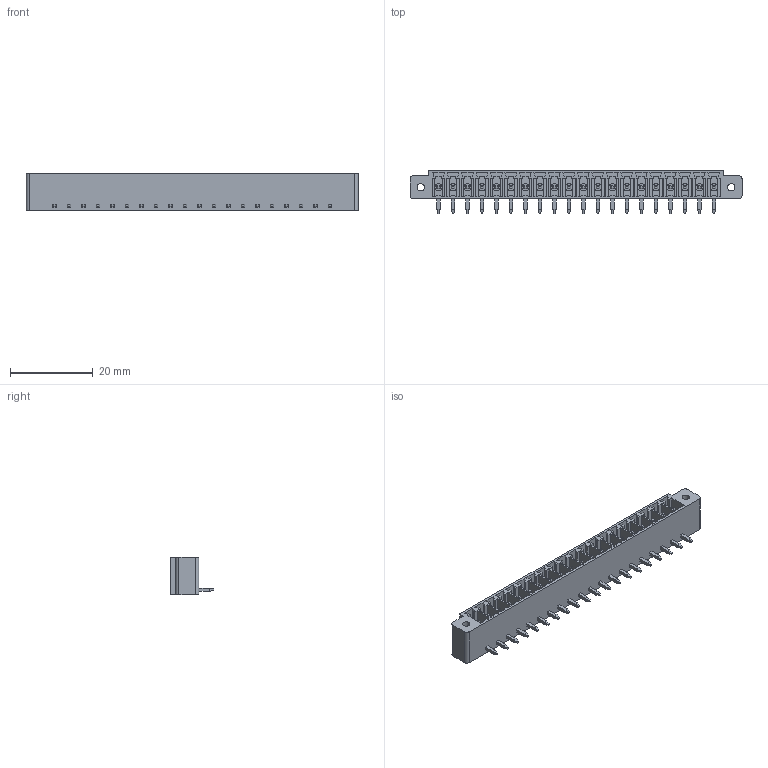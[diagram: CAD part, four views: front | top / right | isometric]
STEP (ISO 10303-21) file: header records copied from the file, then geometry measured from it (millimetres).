
FILE_DESCRIPTION((''),'2;1');
FILE_NAME('395061020','2015-01-20T',('me'),(''),'PRO/ENGINEER BY PARAMETRIC TECHNOLOGY CORPORATION, 2011490','PRO/ENGINEER BY PARAMETRIC TECHNOLOGY CORPORATION, 2011490','');
FILE_SCHEMA(('CONFIG_CONTROL_DESIGN'));
Length unit declared in the file: inch
Products named in the file (1): 395061020
Bounding box: 80.29 x 10.41 x 9.14 mm (x, y, z)
Volume: 2474.5 mm3; surface area: 7029 mm2
Topology: 1 solids, 1 shells, 824 faces, 2124 edges, 1408 vertices
Faces by surface type: plane 752, cylinder 72
Entity records: 24445 total; most frequent: CARTESIAN_POINT 4269, ORIENTED_EDGE 4120, DIRECTION 3958, EDGE_CURVE 2060, VECTOR 1940, LINE 1940, VERTEX_POINT 1320, AXIS2_PLACEMENT_3D 1009
